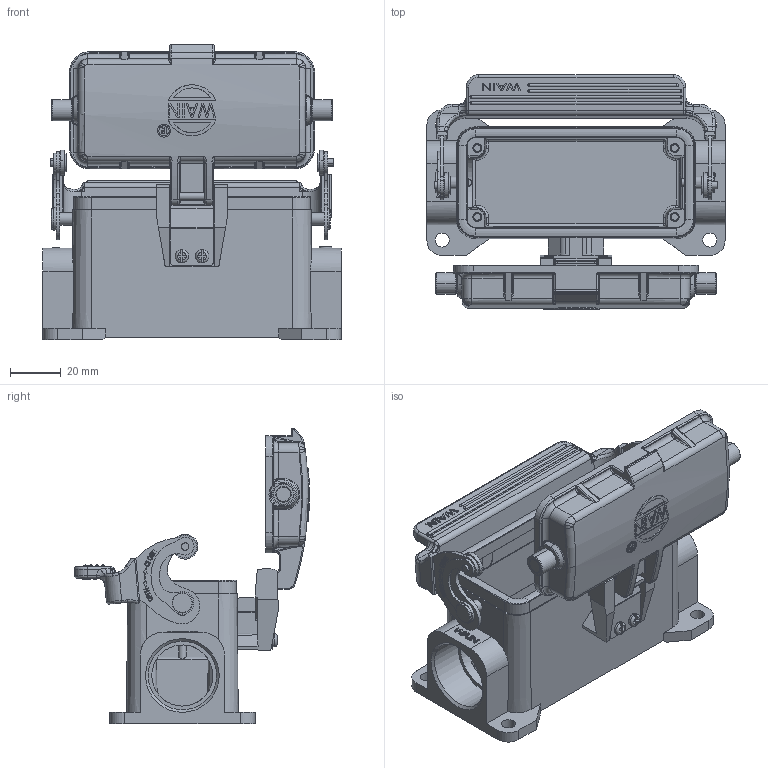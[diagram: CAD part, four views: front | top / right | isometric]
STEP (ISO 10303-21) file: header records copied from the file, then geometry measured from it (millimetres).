
FILE_DESCRIPTION(/* description */ (''),/* implementation_level */ '2;1');
FILE_NAME(/* name */ '3D_1240162611111_HV16B-SF-1L_SC-MCV-PG21_V1.1.stp',/* time_stamp */ '2024-01-03T13:17:06+08:00',/* author */ (''),/* organization */ (''),/* preprocessor_version */ 'ST-DEVELOPER v18.1',/* originating_system */ 'SIEMENS PLM Software NX 1980',/* authorisation */ '');
FILE_SCHEMA (('AUTOMOTIVE_DESIGN { 1 0 10303 214 3 1 1 1 }'));
Products named in the file (1): 145913980AD9o01o
Bounding box: 117 x 92.15 x 116.1 mm (x, y, z)
Volume: 131015.6 mm3; surface area: 95226.9 mm2
Topology: 31 solids, 33 shells, 2157 faces, 5623 edges, 3607 vertices
Faces by surface type: cylinder 930, plane 847, torus 178, bspline 66, cone 60, sphere 38, extrusion 38
Full cylindrical faces by diameter (mm): 1.9 x2, 3 x6, 4 x2, 4.9 x2, 8 x2, 24 x1, 26.3 x1, 26.9 x1
Entity records: 85611 total; most frequent: CARTESIAN_POINT 35087, ORIENTED_EDGE 11109, DIRECTION 9116, EDGE_CURVE 5558, VERTEX_POINT 3595, AXIS2_PLACEMENT_3D 3289, VECTOR 2538, LINE 2500
